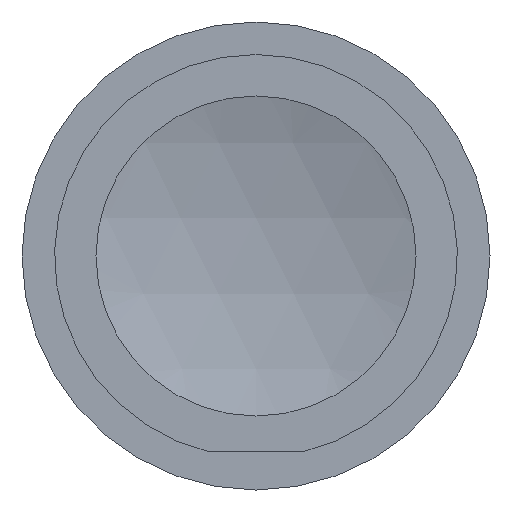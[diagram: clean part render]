
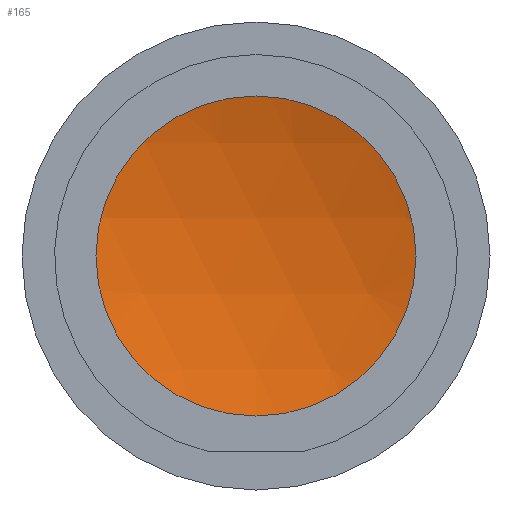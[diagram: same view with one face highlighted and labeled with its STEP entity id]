
A CAD part, front view. The second image highlights one B-rep face of the part: STEP entity #165.
In plain terms, the highlighted spherical face has radius 55 mm.
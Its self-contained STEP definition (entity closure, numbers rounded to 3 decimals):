
#19=SPHERICAL_SURFACE('',#206,55.);
#30=CIRCLE('',#204,16.853);
#43=FACE_OUTER_BOUND('',#56,.T.);
#56=EDGE_LOOP('',(#128));
#88=VERTEX_POINT('',#302);
#103=EDGE_CURVE('',#88,#88,#30,.T.);
#128=ORIENTED_EDGE('',*,*,#103,.F.);
#165=ADVANCED_FACE('',(#43),#19,.F.);
#204=AXIS2_PLACEMENT_3D('',#304,#243,#244);
#206=AXIS2_PLACEMENT_3D('',#306,#247,#248);
#243=DIRECTION('center_axis',(0.,1.,0.));
#244=DIRECTION('ref_axis',(-1.,0.,0.));
#247=DIRECTION('center_axis',(0.,0.,1.));
#248=DIRECTION('ref_axis',(1.,0.,0.));
#302=CARTESIAN_POINT('',(0.,17.113,16.853));
#304=CARTESIAN_POINT('Origin',(0.,17.113,0.));
#306=CARTESIAN_POINT('Origin',(0.,-35.241,0.));
